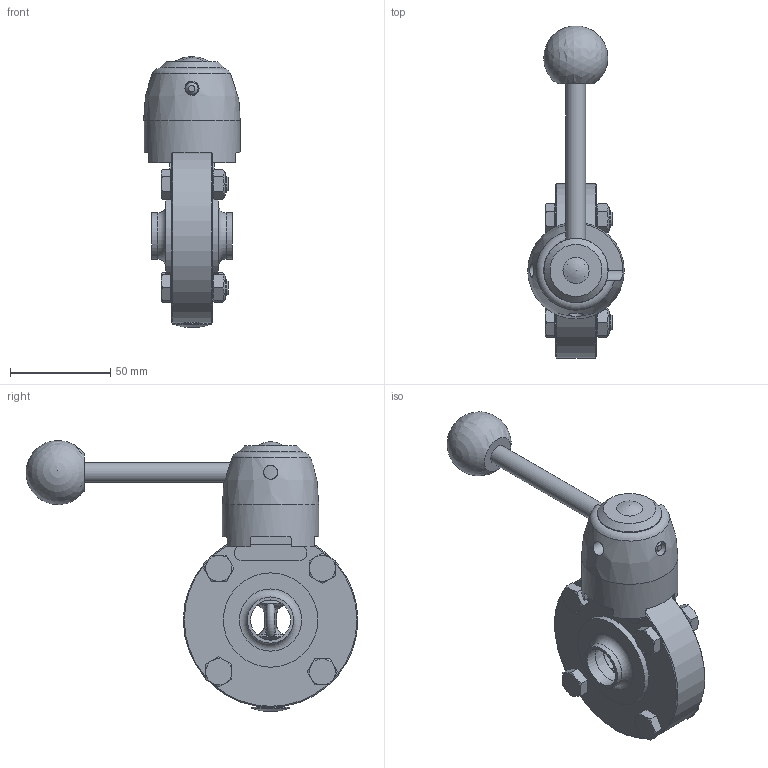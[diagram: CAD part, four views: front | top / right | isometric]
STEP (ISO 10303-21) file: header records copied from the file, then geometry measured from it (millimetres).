
FILE_DESCRIPTION(/* description */ (''),/* implementation_level */ '2;1');
FILE_NAME(/* name */ '52240020XX00.stp',/* time_stamp */ '2019-02-04T11:54:39+01:00',/* author */ ('sletas'),/* organization */ (''),/* preprocessor_version */ 'ST-DEVELOPER v15.6',/* originating_system */ 'Autodesk Inventor 2015',/* authorisation */ '');
FILE_SCHEMA (('AUTOMOTIVE_DESIGN { 1 0 10303 214 1 1 1 1 }','AUTOMOTIVE_DESIGN { 1 0 10303 214 3 1 1 }'));
Length unit declared in the file: millimetre
Products named in the file (1): 52240020XX00
Bounding box: 48 x 165.36 x 135.02 mm (x, y, z)
Volume: 214897.6 mm3; surface area: 57711.1 mm2
Topology: 1 solids, 9 shells, 371 faces, 958 edges, 615 vertices
Faces by surface type: plane 170, cylinder 90, cone 72, torus 25, bspline 9, sphere 5
Full cylindrical faces by diameter (mm): 4.134 x1, 5.5 x1, 6.2 x1, 7 x3, 7.2 x2, 7.323 x4, 8 x8, 8.376 x1, 8.5 x4, 8.8 x2, 9 x2, 9.2 x2, 9.8 x1, 10 x3, 11.4 x4, 11.8 x1, 12.2 x2, 13.5 x1, 13.8 x1, 14 x1, 19 x1, 20 x2, 23 x2, 31.9 x1, 32 x1, 40 x1, 40.2 x2, 47 x2, 48 x1, 87 x1
Entity records: 11950 total; most frequent: CARTESIAN_POINT 3643, ORIENTED_EDGE 1612, DIRECTION 1584, EDGE_CURVE 804, AXIS2_PLACEMENT_3D 677, VERTEX_POINT 563, EDGE_LOOP 523, ADVANCED_FACE 370
